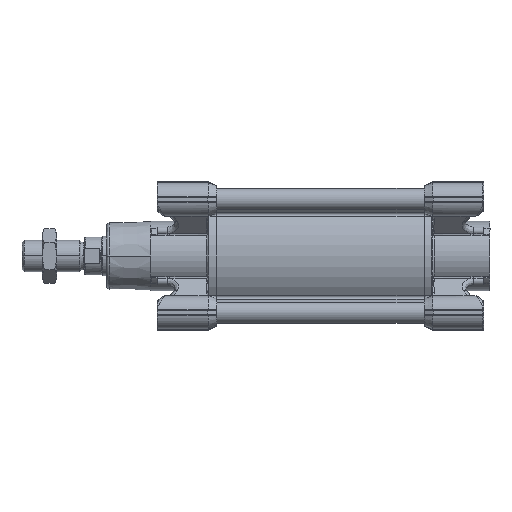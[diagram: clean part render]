
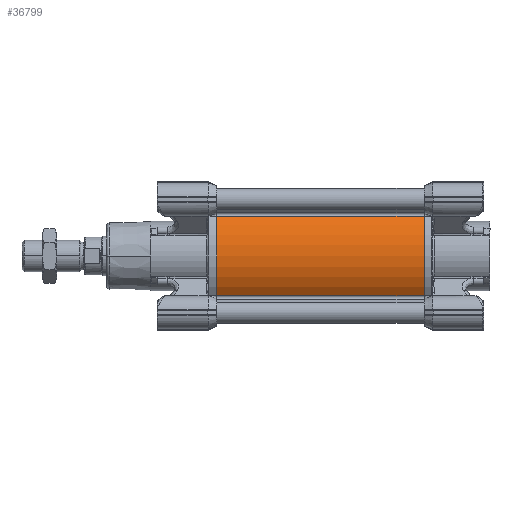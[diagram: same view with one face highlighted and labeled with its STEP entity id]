
A CAD part, left-side view. The second image highlights one B-rep face of the part: STEP entity #36799.
In plain terms, the highlighted cylindrical face has radius 42.5 mm (diameter 85 mm), a partial arc.
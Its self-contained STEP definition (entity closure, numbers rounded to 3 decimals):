
#1202 = CIRCLE ( 'NONE', #56741, 42.5 ) ;
#2956 = VERTEX_POINT ( 'NONE', #45859 ) ;
#5120 = CARTESIAN_POINT ( 'NONE',  ( -34.081, 118., -25.391 ) ) ;
#9189 = ORIENTED_EDGE ( 'NONE', *, *, #103674, .F. ) ;
#24854 = CARTESIAN_POINT ( 'NONE',  ( -34.081, 38., 25.391 ) ) ;
#25835 = CARTESIAN_POINT ( 'NONE',  ( -34.081, 118., 25.391 ) ) ;
#32126 = DIRECTION ( 'NONE',  ( 0., 1., 0. ) ) ;
#36799 = ADVANCED_FACE ( 'NONE', ( #99242 ), #62539, .T. ) ;
#37556 = DIRECTION ( 'NONE',  ( 0., 0., -1. ) ) ;
#41380 = VERTEX_POINT ( 'NONE', #24854 ) ;
#42162 = DIRECTION ( 'NONE',  ( 0., -1., 0. ) ) ;
#42757 = EDGE_LOOP ( 'NONE', ( #72380, #65493, #9189, #66390 ) ) ;
#45063 = LINE ( 'NONE', #25835, #54291 ) ;
#45859 = CARTESIAN_POINT ( 'NONE',  ( -34.081, 170., -25.391 ) ) ;
#49263 = CARTESIAN_POINT ( 'NONE',  ( -34.081, 170., 25.391 ) ) ;
#50537 = DIRECTION ( 'NONE',  ( 0., 0., -1. ) ) ;
#52059 = EDGE_CURVE ( 'NONE', #84232, #2956, #94198, .T. ) ;
#54291 = VECTOR ( 'NONE', #89001, 1000. ) ;
#55125 = VECTOR ( 'NONE', #32126, 1000. ) ;
#55222 = AXIS2_PLACEMENT_3D ( 'NONE', #76583, #67562, #104249 ) ;
#56741 = AXIS2_PLACEMENT_3D ( 'NONE', #95707, #42162, #50537 ) ;
#58112 = EDGE_CURVE ( 'NONE', #41380, #84232, #45063, .T. ) ;
#62539 = CYLINDRICAL_SURFACE ( 'NONE', #55222, 42.5 ) ;
#65493 = ORIENTED_EDGE ( 'NONE', *, *, #66158, .F. ) ;
#66158 = EDGE_CURVE ( 'NONE', #89644, #2956, #113886, .T. ) ;
#66390 = ORIENTED_EDGE ( 'NONE', *, *, #58112, .T. ) ;
#67562 = DIRECTION ( 'NONE',  ( 0., 1., 0. ) ) ;
#72380 = ORIENTED_EDGE ( 'NONE', *, *, #52059, .T. ) ;
#75407 = CARTESIAN_POINT ( 'NONE',  ( 0., 170., 0. ) ) ;
#76583 = CARTESIAN_POINT ( 'NONE',  ( 0., 118., 0. ) ) ;
#80687 = AXIS2_PLACEMENT_3D ( 'NONE', #75407, #94090, #37556 ) ;
#84232 = VERTEX_POINT ( 'NONE', #49263 ) ;
#89001 = DIRECTION ( 'NONE',  ( 0., 1., 0. ) ) ;
#89644 = VERTEX_POINT ( 'NONE', #116887 ) ;
#94090 = DIRECTION ( 'NONE',  ( 0., -1., 0. ) ) ;
#94198 = CIRCLE ( 'NONE', #80687, 42.5 ) ;
#95707 = CARTESIAN_POINT ( 'NONE',  ( 0., 38., 0. ) ) ;
#99242 = FACE_OUTER_BOUND ( 'NONE', #42757, .T. ) ;
#103674 = EDGE_CURVE ( 'NONE', #41380, #89644, #1202, .T. ) ;
#104249 = DIRECTION ( 'NONE',  ( 0., 0., 1. ) ) ;
#113886 = LINE ( 'NONE', #5120, #55125 ) ;
#116887 = CARTESIAN_POINT ( 'NONE',  ( -34.081, 38., -25.391 ) ) ;
